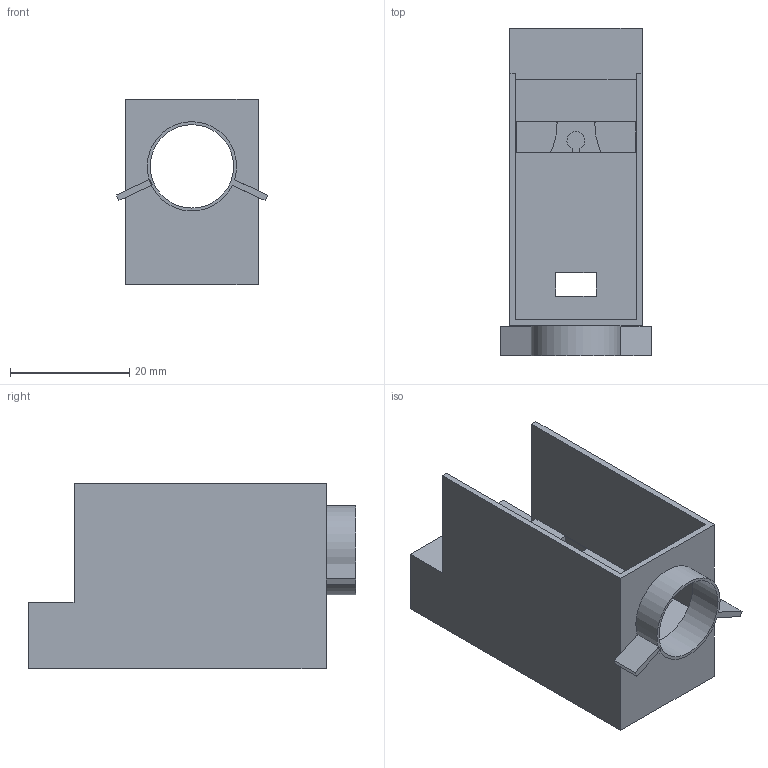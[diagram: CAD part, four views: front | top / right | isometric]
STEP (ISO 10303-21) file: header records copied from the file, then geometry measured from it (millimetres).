
FILE_DESCRIPTION(/* description */ ('','CAx-IF Rec.Pracs.---Representation and Presentation of Product Manufacturing Information (PMI)---4.0---2014-10-13'),/* implementation_level */ '2;1');
FILE_NAME(/* name */ 'Upper Shoulder v7.step',/* time_stamp */ '2025-01-13T13:56:32+11:00',/* author */ (''),/* organization */ (''),/* preprocessor_version */ 'ST-DEVELOPER v20',/* originating_system */ 'Autodesk Translation Framework v13.20.0.188',/* authorisation */ '');
FILE_SCHEMA (('AP242_MANAGED_MODEL_BASED_3D_ENGINEERING_MIM_LF { 1 0 10303 442 1 1 4 }'));
Length unit declared in the file: millimetre
Products named in the file (1): Upper Shoulder
Bounding box: 25.35 x 55 x 31.2 mm (x, y, z)
Volume: 12979.1 mm3; surface area: 9572.2 mm2
Topology: 2 solids, 2 shells, 94 faces, 280 edges, 197 vertices
Faces by surface type: plane 54, cylinder 22, torus 10, bspline 8
Full cylindrical faces by diameter (mm): 14 x1
Entity records: 8211 total; most frequent: CARTESIAN_POINT 5730, ORIENTED_EDGE 560, DIRECTION 448, EDGE_CURVE 280, VERTEX_POINT 197, AXIS2_PLACEMENT_3D 151, LINE 146, VECTOR 146
